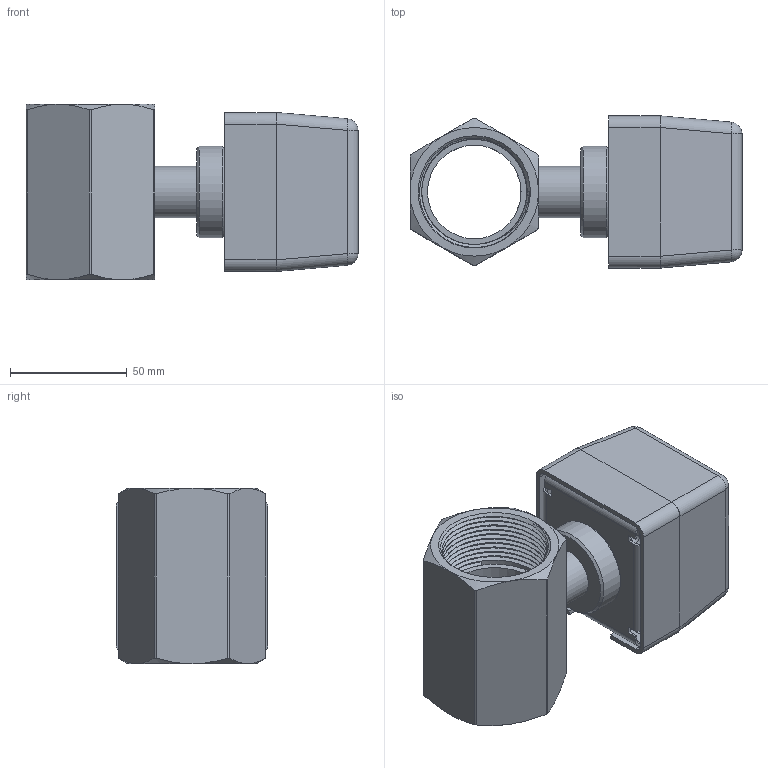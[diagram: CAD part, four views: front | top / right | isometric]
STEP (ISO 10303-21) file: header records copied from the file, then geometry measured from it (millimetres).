
FILE_DESCRIPTION(/* description */ (''),/* implementation_level */ '2;1');
FILE_NAME(/* name */ 'FC330-DN40-R1 12K FC330挡板式流量计DN40口径R1 12内螺纹.stp',/* time_stamp */ '2022-05-23T14:51:01+08:00',/* author */ (''),/* organization */ (''),/* preprocessor_version */ 'ST-DEVELOPER v16',/* originating_system */ 'SIEMENS PLM Software NX 10.0',/* authorisation */ '');
FILE_SCHEMA (('CONFIG_CONTROL_DESIGN'));
Length unit declared in the file: millimetre
Products named in the file (1): R1 12内螺纹
Bounding box: 142 x 65 x 75 mm (x, y, z)
Volume: 132818.4 mm3; surface area: 79709.2 mm2
Topology: 3 solids, 3 shells, 158 faces, 399 edges, 250 vertices
Faces by surface type: plane 76, cylinder 50, cone 18, sphere 8, bspline 6
Full cylindrical faces by diameter (mm): 11 x1, 13.406 x1, 20 x1, 22 x1, 39 x1, 40 x1
Entity records: 11838 total; most frequent: CARTESIAN_POINT 8120, ORIENTED_EDGE 760, DIRECTION 731, EDGE_CURVE 380, AXIS2_PLACEMENT_3D 268, VERTEX_POINT 244, LINE 195, VECTOR 195
